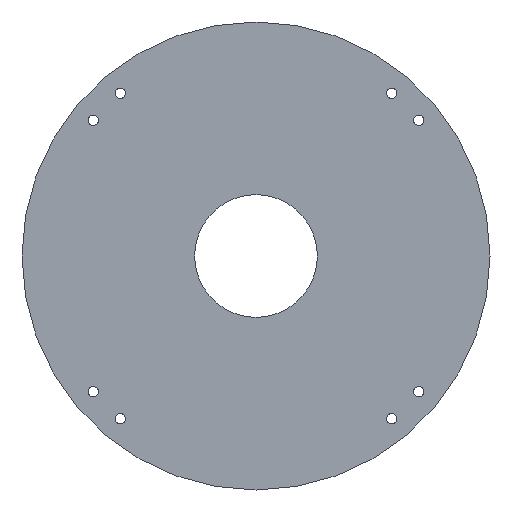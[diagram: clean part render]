
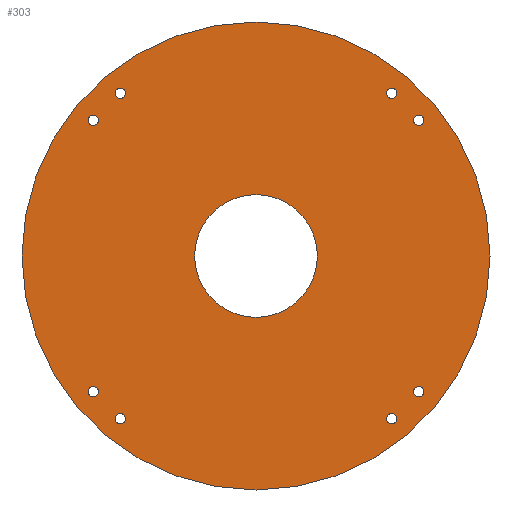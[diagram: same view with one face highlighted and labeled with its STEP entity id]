
A CAD part, front view. The second image highlights one B-rep face of the part: STEP entity #303.
In plain terms, the highlighted planar face has unit normal (0, -1, 0).
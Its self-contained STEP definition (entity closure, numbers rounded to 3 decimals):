
#24=FACE_BOUND('',#68,.T.);
#25=FACE_BOUND('',#69,.T.);
#26=FACE_BOUND('',#70,.T.);
#27=FACE_BOUND('',#71,.T.);
#28=FACE_BOUND('',#72,.T.);
#29=FACE_BOUND('',#73,.T.);
#30=FACE_BOUND('',#74,.T.);
#31=FACE_BOUND('',#75,.T.);
#32=FACE_BOUND('',#76,.T.);
#34=PLANE('',#366);
#46=FACE_OUTER_BOUND('',#67,.T.);
#67=EDGE_LOOP('',(#271,#272));
#68=EDGE_LOOP('',(#273));
#69=EDGE_LOOP('',(#274));
#70=EDGE_LOOP('',(#275));
#71=EDGE_LOOP('',(#276));
#72=EDGE_LOOP('',(#277));
#73=EDGE_LOOP('',(#278));
#74=EDGE_LOOP('',(#279));
#75=EDGE_LOOP('',(#280));
#76=EDGE_LOOP('',(#281));
#99=CIRCLE('',#327,3.3);
#102=CIRCLE('',#331,3.3);
#105=CIRCLE('',#335,3.3);
#108=CIRCLE('',#339,3.3);
#111=CIRCLE('',#343,3.3);
#114=CIRCLE('',#347,3.3);
#117=CIRCLE('',#351,3.3);
#120=CIRCLE('',#355,3.3);
#123=CIRCLE('',#359,40.);
#126=CIRCLE('',#363,152.5);
#127=CIRCLE('',#364,152.5);
#130=VERTEX_POINT('',#471);
#133=VERTEX_POINT('',#479);
#136=VERTEX_POINT('',#487);
#139=VERTEX_POINT('',#495);
#142=VERTEX_POINT('',#503);
#145=VERTEX_POINT('',#511);
#148=VERTEX_POINT('',#519);
#151=VERTEX_POINT('',#527);
#154=VERTEX_POINT('',#535);
#157=VERTEX_POINT('',#543);
#158=VERTEX_POINT('',#545);
#162=EDGE_CURVE('',#130,#130,#99,.T.);
#166=EDGE_CURVE('',#133,#133,#102,.T.);
#170=EDGE_CURVE('',#136,#136,#105,.T.);
#174=EDGE_CURVE('',#139,#139,#108,.T.);
#178=EDGE_CURVE('',#142,#142,#111,.T.);
#182=EDGE_CURVE('',#145,#145,#114,.T.);
#186=EDGE_CURVE('',#148,#148,#117,.T.);
#190=EDGE_CURVE('',#151,#151,#120,.T.);
#194=EDGE_CURVE('',#154,#154,#123,.T.);
#198=EDGE_CURVE('',#157,#158,#126,.T.);
#199=EDGE_CURVE('',#158,#157,#127,.T.);
#271=ORIENTED_EDGE('',*,*,#199,.F.);
#272=ORIENTED_EDGE('',*,*,#198,.F.);
#273=ORIENTED_EDGE('',*,*,#162,.T.);
#274=ORIENTED_EDGE('',*,*,#166,.T.);
#275=ORIENTED_EDGE('',*,*,#170,.T.);
#276=ORIENTED_EDGE('',*,*,#174,.T.);
#277=ORIENTED_EDGE('',*,*,#178,.T.);
#278=ORIENTED_EDGE('',*,*,#182,.T.);
#279=ORIENTED_EDGE('',*,*,#186,.T.);
#280=ORIENTED_EDGE('',*,*,#190,.T.);
#281=ORIENTED_EDGE('',*,*,#194,.T.);
#303=ADVANCED_FACE('',(#46,#24,#25,#26,#27,#28,#29,#30,#31,#32),#34,.F.);
#327=AXIS2_PLACEMENT_3D('',#473,#376,#377);
#331=AXIS2_PLACEMENT_3D('',#481,#385,#386);
#335=AXIS2_PLACEMENT_3D('',#489,#394,#395);
#339=AXIS2_PLACEMENT_3D('',#497,#403,#404);
#343=AXIS2_PLACEMENT_3D('',#505,#412,#413);
#347=AXIS2_PLACEMENT_3D('',#513,#421,#422);
#351=AXIS2_PLACEMENT_3D('',#521,#430,#431);
#355=AXIS2_PLACEMENT_3D('',#529,#439,#440);
#359=AXIS2_PLACEMENT_3D('',#537,#448,#449);
#363=AXIS2_PLACEMENT_3D('',#546,#457,#458);
#364=AXIS2_PLACEMENT_3D('',#547,#459,#460);
#366=AXIS2_PLACEMENT_3D('',#549,#463,#464);
#376=DIRECTION('center_axis',(0.,1.,0.));
#377=DIRECTION('ref_axis',(1.,0.,0.));
#385=DIRECTION('center_axis',(0.,1.,0.));
#386=DIRECTION('ref_axis',(1.,0.,0.));
#394=DIRECTION('center_axis',(0.,1.,0.));
#395=DIRECTION('ref_axis',(1.,0.,0.));
#403=DIRECTION('center_axis',(0.,1.,0.));
#404=DIRECTION('ref_axis',(1.,0.,0.));
#412=DIRECTION('center_axis',(0.,1.,0.));
#413=DIRECTION('ref_axis',(1.,0.,0.));
#421=DIRECTION('center_axis',(0.,1.,0.));
#422=DIRECTION('ref_axis',(1.,0.,0.));
#430=DIRECTION('center_axis',(0.,1.,0.));
#431=DIRECTION('ref_axis',(1.,0.,0.));
#439=DIRECTION('center_axis',(0.,1.,0.));
#440=DIRECTION('ref_axis',(1.,0.,0.));
#448=DIRECTION('center_axis',(0.,1.,0.));
#449=DIRECTION('ref_axis',(1.,0.,0.));
#457=DIRECTION('center_axis',(0.,1.,0.));
#458=DIRECTION('ref_axis',(-1.,0.,0.));
#459=DIRECTION('center_axis',(0.,1.,0.));
#460=DIRECTION('ref_axis',(-1.,0.,0.));
#463=DIRECTION('center_axis',(0.,1.,0.));
#464=DIRECTION('ref_axis',(0.,0.,1.));
#471=CARTESIAN_POINT('',(-91.688,0.,106.066));
#473=CARTESIAN_POINT('Origin',(-88.388,0.,106.066));
#479=CARTESIAN_POINT('',(85.088,0.,-106.066));
#481=CARTESIAN_POINT('Origin',(88.388,0.,-106.066));
#487=CARTESIAN_POINT('',(-91.688,0.,-106.066));
#489=CARTESIAN_POINT('Origin',(-88.388,0.,-106.066));
#495=CARTESIAN_POINT('',(102.766,0.,88.388));
#497=CARTESIAN_POINT('Origin',(106.066,0.,88.388));
#503=CARTESIAN_POINT('',(-109.366,0.,88.388));
#505=CARTESIAN_POINT('Origin',(-106.066,0.,88.388));
#511=CARTESIAN_POINT('',(102.766,0.,-88.388));
#513=CARTESIAN_POINT('Origin',(106.066,0.,-88.388));
#519=CARTESIAN_POINT('',(-109.366,0.,-88.388));
#521=CARTESIAN_POINT('Origin',(-106.066,0.,-88.388));
#527=CARTESIAN_POINT('',(85.088,0.,106.066));
#529=CARTESIAN_POINT('Origin',(88.388,0.,106.066));
#535=CARTESIAN_POINT('',(-40.,0.,0.));
#537=CARTESIAN_POINT('Origin',(0.,0.,0.));
#543=CARTESIAN_POINT('',(152.5,0.,0.));
#545=CARTESIAN_POINT('',(-152.5,0.,0.));
#546=CARTESIAN_POINT('Origin',(0.,0.,0.));
#547=CARTESIAN_POINT('Origin',(0.,0.,0.));
#549=CARTESIAN_POINT('Origin',(0.,0.,0.));
